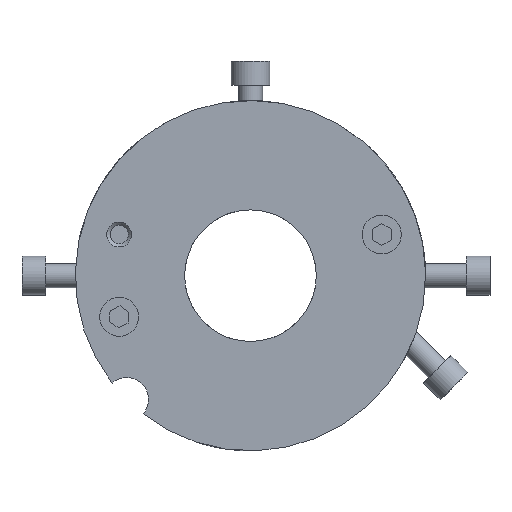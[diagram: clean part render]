
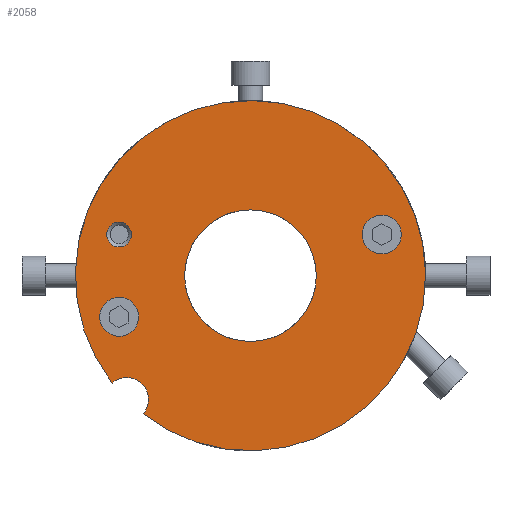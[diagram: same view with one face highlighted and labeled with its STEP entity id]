
A CAD part, left-side view. The second image highlights one B-rep face of the part: STEP entity #2058.
In plain terms, the highlighted planar face has unit normal (-1, 0, 0).
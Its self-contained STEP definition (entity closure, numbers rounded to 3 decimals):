
#1066=CARTESIAN_POINT('',(0.,20.061,-15.58));
#1067=VERTEX_POINT('',#1066);
#1074=CARTESIAN_POINT('',(0.,15.58,-20.061));
#1075=VERTEX_POINT('',#1074);
#1076=CARTESIAN_POINT('',(0.,0.,0.0));
#1077=DIRECTION('',(1.0,0.0,0.0));
#1078=DIRECTION('',(0.0,1.0,0.0));
#1079=AXIS2_PLACEMENT_3D('',#1076,#1077,#1078);
#1080=CIRCLE('',#1079,25.4);
#1081=EDGE_CURVE('',#1067,#1075,#1080,.T.);
#1715=CARTESIAN_POINT('',(0.,-9.55,0.0));
#1716=VERTEX_POINT('',#1715);
#1717=CARTESIAN_POINT('',(0.0,0.0,0.0));
#1718=DIRECTION('',(1.0,0.0,0.0));
#1719=DIRECTION('',(0.0,-1.0,0.0));
#1720=AXIS2_PLACEMENT_3D('',#1717,#1718,#1719);
#1721=CIRCLE('',#1720,9.55);
#1722=EDGE_CURVE('',#1716,#1716,#1721,.T.);
#1832=CARTESIAN_POINT('',(0.0,20.85,5.969));
#1833=VERTEX_POINT('',#1832);
#1834=CARTESIAN_POINT('',(0.0,19.05,5.969));
#1835=DIRECTION('',(1.0,0.0,0.0));
#1836=DIRECTION('',(0.0,1.0,0.0));
#1837=AXIS2_PLACEMENT_3D('',#1834,#1835,#1836);
#1838=CIRCLE('',#1837,1.8);
#1839=EDGE_CURVE('',#1833,#1833,#1838,.T.);
#1892=CARTESIAN_POINT('',(0.0,-17.25,5.969));
#1893=VERTEX_POINT('',#1892);
#1894=CARTESIAN_POINT('',(0.0,-19.05,5.969));
#1895=DIRECTION('',(1.0,0.0,0.0));
#1896=DIRECTION('',(0.0,1.0,0.0));
#1897=AXIS2_PLACEMENT_3D('',#1894,#1895,#1896);
#1898=CIRCLE('',#1897,1.8);
#1899=EDGE_CURVE('',#1893,#1893,#1898,.T.);
#1969=CARTESIAN_POINT('',(0.0,20.85,-5.969));
#1970=VERTEX_POINT('',#1969);
#1971=CARTESIAN_POINT('',(0.0,19.05,-5.969));
#1972=DIRECTION('',(1.0,0.0,0.0));
#1973=DIRECTION('',(0.0,1.0,0.0));
#1974=AXIS2_PLACEMENT_3D('',#1971,#1972,#1973);
#1975=CIRCLE('',#1974,1.8);
#1976=EDGE_CURVE('',#1970,#1970,#1975,.T.);
#2027=CARTESIAN_POINT('',(0.0,17.961,-17.961));
#2028=DIRECTION('',(1.0,0.0,0.0));
#2029=DIRECTION('',(0.0,0.0,1.0));
#2030=AXIS2_PLACEMENT_3D('',#2027,#2028,#2029);
#2031=CIRCLE('',#2030,3.175);
#2032=EDGE_CURVE('',#1067,#1075,#2031,.T.);
#2037=CARTESIAN_POINT('',(0.0,12.7,0.0));
#2038=DIRECTION('',(-1.0,0.0,0.0));
#2039=DIRECTION('',(0.0,0.0,1.0));
#2040=AXIS2_PLACEMENT_3D('',#2037,#2038,#2039);
#2041=PLANE('',#2040);
#2042=ORIENTED_EDGE('',*,*,#2032,.T.);
#2043=ORIENTED_EDGE('',*,*,#1081,.F.);
#2044=EDGE_LOOP('',(#2042,#2043));
#2045=FACE_OUTER_BOUND('',#2044,.T.);
#2046=ORIENTED_EDGE('',*,*,#1839,.T.);
#2047=EDGE_LOOP('',(#2046));
#2048=FACE_BOUND('',#2047,.T.);
#2049=ORIENTED_EDGE('',*,*,#1899,.T.);
#2050=EDGE_LOOP('',(#2049));
#2051=FACE_BOUND('',#2050,.T.);
#2052=ORIENTED_EDGE('',*,*,#1976,.T.);
#2053=EDGE_LOOP('',(#2052));
#2054=FACE_BOUND('',#2053,.T.);
#2055=ORIENTED_EDGE('',*,*,#1722,.T.);
#2056=EDGE_LOOP('',(#2055));
#2057=FACE_BOUND('',#2056,.T.);
#2058=ADVANCED_FACE('',(#2045,#2048,#2051,#2054,#2057),#2041,.T.);
